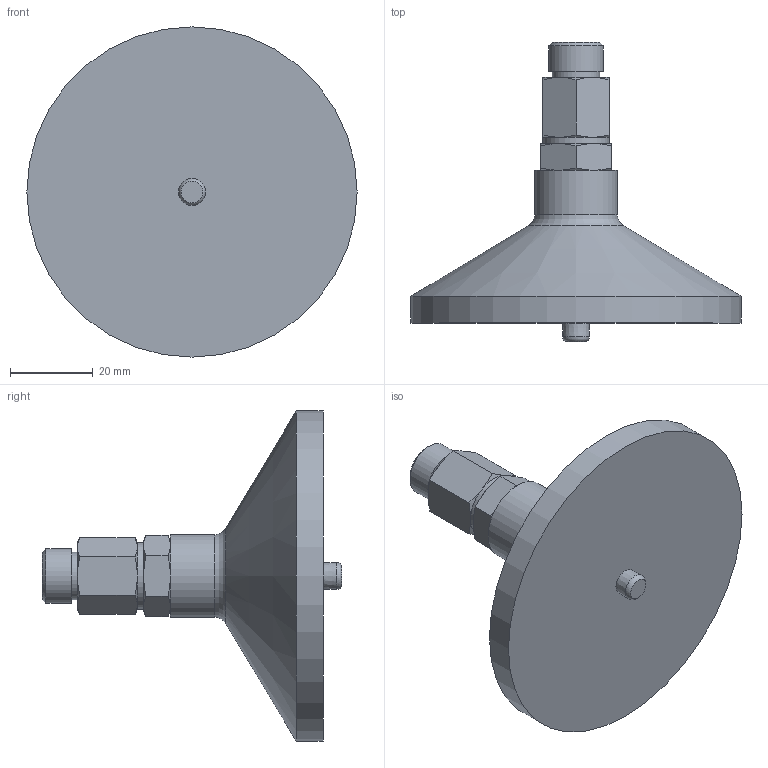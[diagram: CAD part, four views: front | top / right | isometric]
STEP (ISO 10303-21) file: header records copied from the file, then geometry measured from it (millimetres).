
FILE_DESCRIPTION(/* description */ (''),/* implementation_level */ '2;1');
FILE_NAME(/* name */ 'v80epdm_racval5.stp',/* time_stamp */ '2020-07-02T17:04:29+02:00',/* author */ ('enginyeria'),/* organization */ (''),/* preprocessor_version */ 'ST-DEVELOPER v17',/* originating_system */ 'Autodesk Inventor 2019',/* authorisation */ '');
FILE_SCHEMA (('CONFIG_CONTROL_DESIGN'));
Length unit declared in the file: millimetre
Products named in the file (1): v80_racval5
Bounding box: 80 x 72.47 x 80 mm (x, y, z)
Volume: 82248.4 mm3; surface area: 15210.4 mm2
Topology: 1 solids, 1 shells, 56 faces, 131 edges, 84 vertices
Faces by surface type: cone 27, plane 21, cylinder 6, torus 2
Full cylindrical faces by diameter (mm): 7 x1, 11.445 x1, 13.157 x1, 15.998 x1, 20 x1, 80 x1
Entity records: 1624 total; most frequent: CARTESIAN_POINT 368, ORIENTED_EDGE 262, DIRECTION 259, EDGE_CURVE 131, AXIS2_PLACEMENT_3D 119, VERTEX_POINT 84, EDGE_LOOP 63, CIRCLE 62
